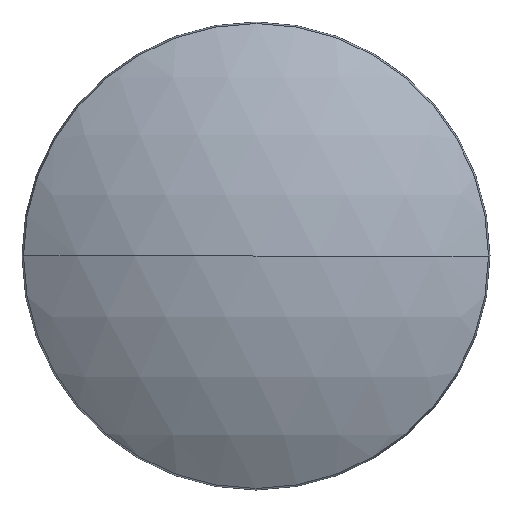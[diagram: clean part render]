
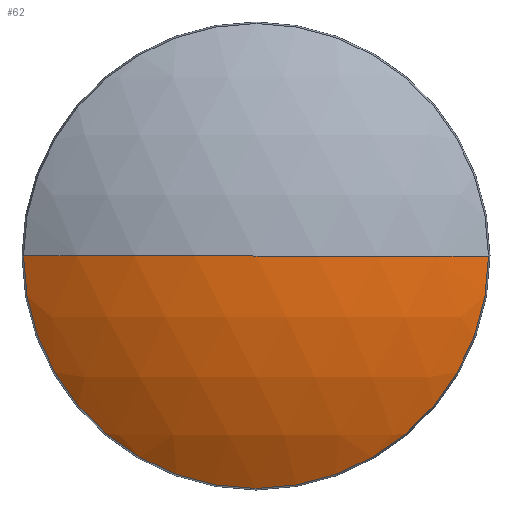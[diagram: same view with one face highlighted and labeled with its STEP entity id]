
A CAD part, left-side view. The second image highlights one B-rep face of the part: STEP entity #62.
In plain terms, the highlighted spherical face has radius 46.01 mm.
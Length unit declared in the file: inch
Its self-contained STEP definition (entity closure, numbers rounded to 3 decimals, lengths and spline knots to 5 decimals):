
#55 = VERTEX_POINT ( 'NONE', #182 ) ;
#62 = ADVANCED_FACE ( 'NONE', ( #221 ), #293, .T. ) ;
#63 = EDGE_LOOP ( 'NONE', ( #64, #68, #70, #71 ) ) ;
#64 = ORIENTED_EDGE ( 'NONE', *, *, #65, .F. ) ;
#65 = EDGE_CURVE ( 'NONE', #66, #67, #292, .T. ) ;
#66 = VERTEX_POINT ( 'NONE', #283 ) ;
#67 = VERTEX_POINT ( 'NONE', #282 ) ;
#68 = ORIENTED_EDGE ( 'NONE', *, *, #69, .T. ) ;
#69 = EDGE_CURVE ( 'NONE', #66, #79, #281, .T. ) ;
#70 = ORIENTED_EDGE ( 'NONE', *, *, #123, .T. ) ;
#71 = ORIENTED_EDGE ( 'NONE', *, *, #72, .T. ) ;
#72 = EDGE_CURVE ( 'NONE', #55, #67, #275, .T. ) ;
#79 = VERTEX_POINT ( 'NONE', #317 ) ;
#123 = EDGE_CURVE ( 'NONE', #79, #55, #351, .T. ) ;
#182 = CARTESIAN_POINT ( 'NONE',  ( 0.08714, 0., -0.99344 ) ) ;
#221 = FACE_OUTER_BOUND ( 'NONE', #63, .T. ) ;
#271 = DIRECTION ( 'NONE',  ( 0., 0., -1. ) ) ;
#272 = DIRECTION ( 'NONE',  ( -1., 0., 0. ) ) ;
#273 = CARTESIAN_POINT ( 'NONE',  ( 0.08714, 0., 0. ) ) ;
#274 = AXIS2_PLACEMENT_3D ( 'NONE', #273, #272, #271 ) ;
#275 = CIRCLE ( 'NONE', #274, 0.99344 ) ;
#277 = DIRECTION ( 'NONE',  ( 0., 1., 0. ) ) ;
#278 = DIRECTION ( 'NONE',  ( 0., 0., -1. ) ) ;
#279 = CARTESIAN_POINT ( 'NONE',  ( 1.60184, 0., 0. ) ) ;
#280 = AXIS2_PLACEMENT_3D ( 'NONE', #279, #278, #277 ) ;
#281 = CIRCLE ( 'NONE', #280, 1.81142 ) ;
#282 = CARTESIAN_POINT ( 'NONE',  ( 0.08714, -0.99344, 0. ) ) ;
#283 = CARTESIAN_POINT ( 'NONE',  ( -0.20958, 0., 0. ) ) ;
#284 = DIRECTION ( 'NONE',  ( 0., -1., 0. ) ) ;
#285 = DIRECTION ( 'NONE',  ( 0., 0., 1. ) ) ;
#286 = CARTESIAN_POINT ( 'NONE',  ( 1.60184, 0., 0. ) ) ;
#287 = AXIS2_PLACEMENT_3D ( 'NONE', #286, #285, #284 ) ;
#288 = DIRECTION ( 'NONE',  ( 0., -1., 0. ) ) ;
#289 = DIRECTION ( 'NONE',  ( 0., 0., -1. ) ) ;
#290 = CARTESIAN_POINT ( 'NONE',  ( 1.60184, 0., 0. ) ) ;
#291 = AXIS2_PLACEMENT_3D ( 'NONE', #290, #289, #288 ) ;
#292 = CIRCLE ( 'NONE', #287, 1.81142 ) ;
#293 = SPHERICAL_SURFACE ( 'NONE', #291, 1.81142 ) ;
#317 = CARTESIAN_POINT ( 'NONE',  ( 0.08714, 0.99344, 0. ) ) ;
#342 = DIRECTION ( 'NONE',  ( 0., 0., -1. ) ) ;
#343 = DIRECTION ( 'NONE',  ( -1., 0., 0. ) ) ;
#344 = CARTESIAN_POINT ( 'NONE',  ( 0.08714, 0., 0. ) ) ;
#345 = AXIS2_PLACEMENT_3D ( 'NONE', #344, #343, #342 ) ;
#351 = CIRCLE ( 'NONE', #345, 0.99344 ) ;
